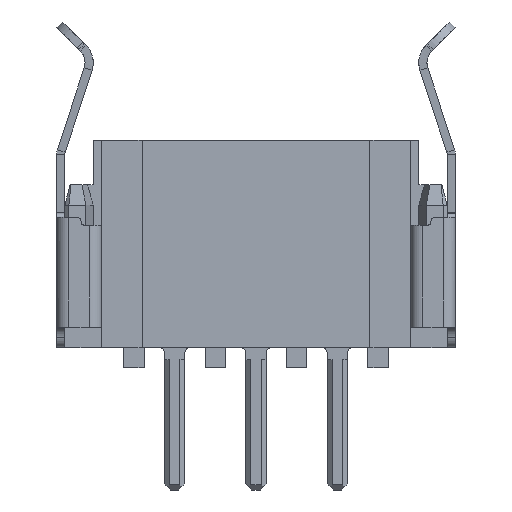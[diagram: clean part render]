
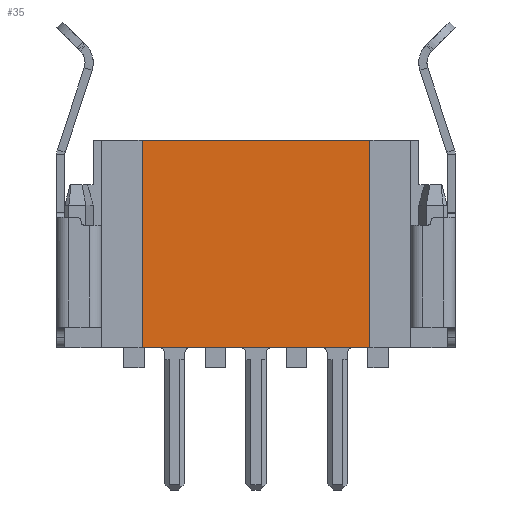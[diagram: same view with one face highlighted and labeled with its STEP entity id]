
A CAD part, front view. The second image highlights one B-rep face of the part: STEP entity #35.
In plain terms, the highlighted planar face has unit normal (0, -1, 0).
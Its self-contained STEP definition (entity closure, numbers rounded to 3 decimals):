
#35 = ADVANCED_FACE ( 'NONE', ( #16224 ), #6050, .T. ) ;
#1788 = EDGE_CURVE ( 'NONE', #14055, #14062, #16851, .T. ) ;
#1965 = EDGE_CURVE ( 'NONE', #14116, #14122, #17167, .T. ) ;
#1978 = EDGE_CURVE ( 'NONE', #14062, #14116, #17189, .T. ) ;
#1979 = EDGE_CURVE ( 'NONE', #14055, #14122, #17193, .T. ) ;
#2199 = AXIS2_PLACEMENT_3D ( 'NONE', #6110, #6072, #6074 ) ;
#6050 = PLANE ( 'NONE',  #2199 ) ;
#6072 = DIRECTION ( 'NONE',  ( 0., -1., 0. ) ) ;
#6074 = DIRECTION ( 'NONE',  ( 1., 0., 0. ) ) ;
#6110 = CARTESIAN_POINT ( 'NONE',  ( -0.8, -1.7, -9.683 ) ) ;
#14055 = VERTEX_POINT ( 'NONE', #23722 ) ;
#14062 = VERTEX_POINT ( 'NONE', #23729 ) ;
#14116 = VERTEX_POINT ( 'NONE', #23783 ) ;
#14122 = VERTEX_POINT ( 'NONE', #23789 ) ;
#15430 = EDGE_LOOP ( 'NONE', ( #16574, #16310, #16309, #16648 ) ) ;
#16224 = FACE_OUTER_BOUND ( 'NONE', #15430, .T. ) ;
#16309 = ORIENTED_EDGE ( 'NONE', *, *, #1965, .F. ) ;
#16310 = ORIENTED_EDGE ( 'NONE', *, *, #1979, .T. ) ;
#16574 = ORIENTED_EDGE ( 'NONE', *, *, #1788, .F. ) ;
#16648 = ORIENTED_EDGE ( 'NONE', *, *, #1978, .F. ) ;
#16851 = LINE ( 'NONE', #23215, #16866 ) ;
#16866 = VECTOR ( 'NONE', #23193, 1000. ) ;
#17167 = LINE ( 'NONE', #21595, #17170 ) ;
#17170 = VECTOR ( 'NONE', #21594, 1000. ) ;
#17189 = LINE ( 'NONE', #21576, #17196 ) ;
#17193 = LINE ( 'NONE', #21573, #17198 ) ;
#17196 = VECTOR ( 'NONE', #21568, 1000. ) ;
#17198 = VECTOR ( 'NONE', #21566, 1000. ) ;
#21566 = DIRECTION ( 'NONE',  ( 0., 0., 1. ) ) ;
#21568 = DIRECTION ( 'NONE',  ( 0., 0., 1. ) ) ;
#21573 = CARTESIAN_POINT ( 'NONE',  ( 4.8, -1.7, -9.683 ) ) ;
#21576 = CARTESIAN_POINT ( 'NONE',  ( -0.8, -1.7, -9.683 ) ) ;
#21594 = DIRECTION ( 'NONE',  ( 1., 0., 0. ) ) ;
#21595 = CARTESIAN_POINT ( 'NONE',  ( -0.8, -1.7, 5.6 ) ) ;
#23193 = DIRECTION ( 'NONE',  ( -1., 0., 0. ) ) ;
#23215 = CARTESIAN_POINT ( 'NONE',  ( -0.8, -1.7, 0.5 ) ) ;
#23722 = CARTESIAN_POINT ( 'NONE',  ( 4.8, -1.7, 0.5 ) ) ;
#23729 = CARTESIAN_POINT ( 'NONE',  ( -0.8, -1.7, 0.5 ) ) ;
#23783 = CARTESIAN_POINT ( 'NONE',  ( -0.8, -1.7, 5.6 ) ) ;
#23789 = CARTESIAN_POINT ( 'NONE',  ( 4.8, -1.7, 5.6 ) ) ;
